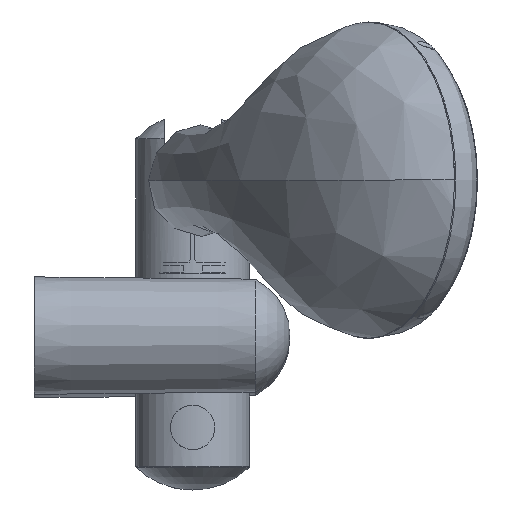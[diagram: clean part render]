
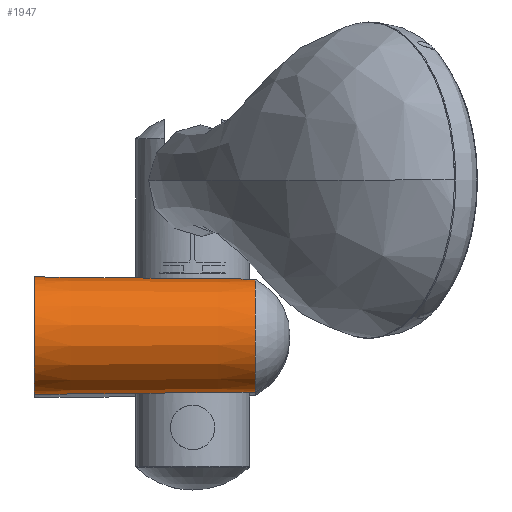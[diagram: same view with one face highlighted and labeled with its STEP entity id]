
A CAD part, top view. The second image highlights one B-rep face of the part: STEP entity #1947.
In plain terms, the highlighted conical face has half-angle 0.583 degrees and reference radius 17.846 mm.
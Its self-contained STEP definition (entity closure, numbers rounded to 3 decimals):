
#112=CONICAL_SURFACE('',#2331,17.846,0.01);
#456=ORIENTED_EDGE('',*,*,#885,.T.);
#457=ORIENTED_EDGE('',*,*,#886,.F.);
#885=EDGE_CURVE('',#1232,#1232,#1554,.T.);
#886=EDGE_CURVE('',#1233,#1233,#1555,.T.);
#1232=VERTEX_POINT('',#3349);
#1233=VERTEX_POINT('',#3351);
#1554=CIRCLE('',#2332,18.557);
#1555=CIRCLE('',#2333,17.846);
#1646=EDGE_LOOP('',(#456));
#1647=EDGE_LOOP('',(#457));
#1787=FACE_BOUND('',#1646,.T.);
#1788=FACE_BOUND('',#1647,.T.);
#1947=ADVANCED_FACE('',(#1787,#1788),#112,.T.);
#2331=AXIS2_PLACEMENT_3D('',#3347,#2494,#2495);
#2332=AXIS2_PLACEMENT_3D('',#3348,#2496,#2497);
#2333=AXIS2_PLACEMENT_3D('',#3350,#2498,#2499);
#2494=DIRECTION('',(-1.,0.,0.));
#2495=DIRECTION('',(0.,1.,0.));
#2496=DIRECTION('',(1.,0.,0.));
#2497=DIRECTION('',(0.,-1.,0.));
#2498=DIRECTION('',(1.,0.,0.));
#2499=DIRECTION('',(0.,-1.,0.));
#3347=CARTESIAN_POINT('',(69.787,0.,620.204));
#3348=CARTESIAN_POINT('',(0.,0.,620.204));
#3349=CARTESIAN_POINT('',(0.,-18.557,620.204));
#3350=CARTESIAN_POINT('',(69.787,0.,620.204));
#3351=CARTESIAN_POINT('',(69.787,-17.846,620.204));
